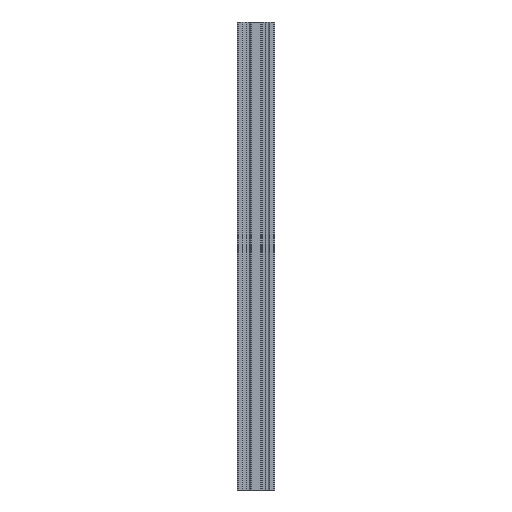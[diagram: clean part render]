
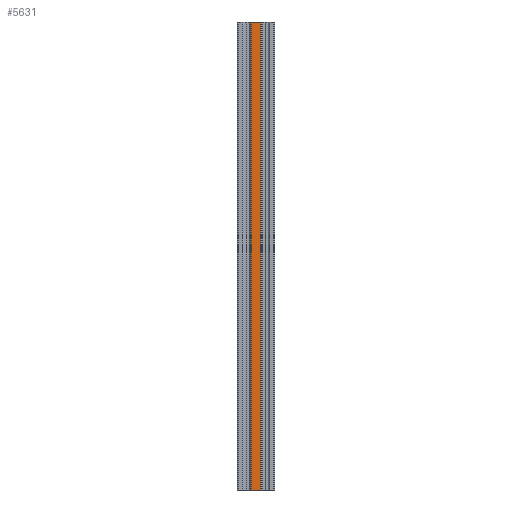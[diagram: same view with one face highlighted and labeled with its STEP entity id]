
A CAD part, front view. The second image highlights one B-rep face of the part: STEP entity #5631.
In plain terms, the highlighted planar face has unit normal (0, -1, 0).
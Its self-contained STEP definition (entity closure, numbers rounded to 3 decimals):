
#238=PLANE('',#5953);
#509=FACE_OUTER_BOUND('',#787,.T.);
#787=EDGE_LOOP('',(#5227,#5228,#5229,#5230));
#1000=LINE('',#7763,#1774);
#1143=LINE('',#8069,#1917);
#1563=LINE('',#8932,#2337);
#1564=LINE('',#8934,#2338);
#1774=VECTOR('',#6200,10.);
#1917=VECTOR('',#6365,10.);
#2337=VECTOR('',#7271,10.);
#2338=VECTOR('',#7274,10.);
#2595=VERTEX_POINT('',#7760);
#2596=VERTEX_POINT('',#7762);
#2747=VERTEX_POINT('',#8066);
#2748=VERTEX_POINT('',#8068);
#3137=EDGE_CURVE('',#2595,#2596,#1000,.T.);
#3290=EDGE_CURVE('',#2748,#2747,#1143,.T.);
#3723=EDGE_CURVE('',#2747,#2596,#1563,.T.);
#3724=EDGE_CURVE('',#2748,#2595,#1564,.T.);
#5227=ORIENTED_EDGE('',*,*,#3290,.T.);
#5228=ORIENTED_EDGE('',*,*,#3723,.T.);
#5229=ORIENTED_EDGE('',*,*,#3137,.F.);
#5230=ORIENTED_EDGE('',*,*,#3724,.F.);
#5631=ADVANCED_FACE('',(#509),#238,.T.);
#5953=AXIS2_PLACEMENT_3D('',#8933,#7272,#7273);
#6200=DIRECTION('',(1.,0.,0.));
#6365=DIRECTION('',(1.,0.,0.));
#7271=DIRECTION('',(0.,0.,1.));
#7272=DIRECTION('center_axis',(0.,-1.,0.));
#7273=DIRECTION('ref_axis',(1.,0.,0.));
#7274=DIRECTION('',(0.,0.,1.));
#7760=CARTESIAN_POINT('',(-5.1,-10.,500.));
#7762=CARTESIAN_POINT('',(5.1,-10.,500.));
#7763=CARTESIAN_POINT('',(-5.1,-10.,500.));
#8066=CARTESIAN_POINT('',(5.1,-10.,0.));
#8068=CARTESIAN_POINT('',(-5.1,-10.,0.));
#8069=CARTESIAN_POINT('',(-5.1,-10.,0.));
#8932=CARTESIAN_POINT('',(5.1,-10.,0.));
#8933=CARTESIAN_POINT('Origin',(-5.1,-10.,0.));
#8934=CARTESIAN_POINT('',(-5.1,-10.,0.));
